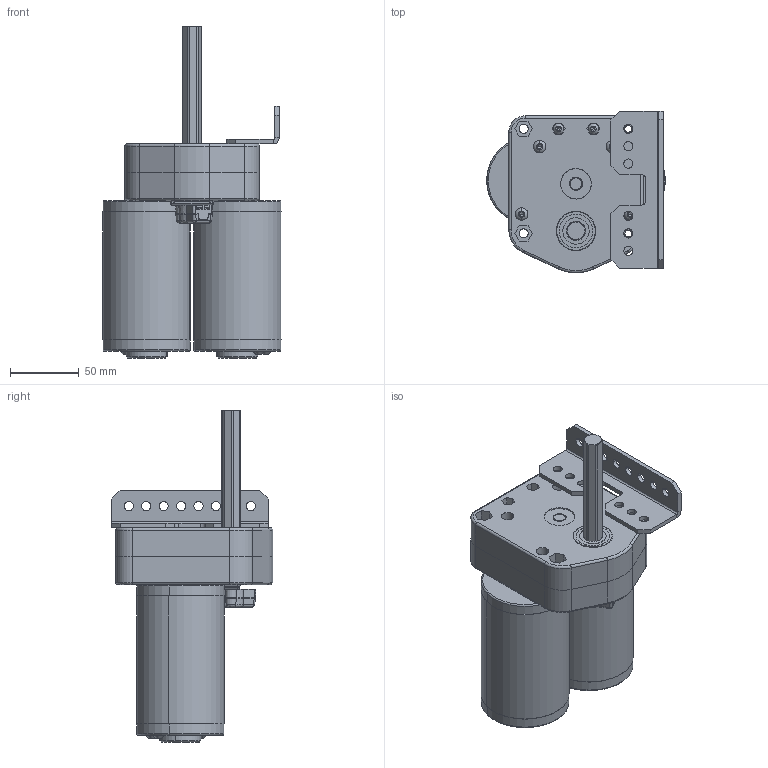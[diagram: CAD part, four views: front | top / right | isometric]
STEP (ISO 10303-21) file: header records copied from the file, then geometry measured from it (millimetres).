
FILE_DESCRIPTION (( 'STEP AP214' ), '1' );
FILE_NAME ('217-2454 20180122.STEP', '2018-01-22T18:44:42', ( '' ), ( '' ), 'SwSTEP 2.0', 'SolidWorks 2017', '' );
FILE_SCHEMA (( 'AUTOMOTIVE_DESIGN' ));
Length unit declared in the file: millimetre
Products named in the file (25): SRX Mag Encoder Magnet; 217-2733-001 Rev2; 217-2428-024 Rev2; 217-2454-004 Rev3; SBS1_SBS1032-0500ZC; 217-2614-001_12t; 832-1250; NUT-832-NYLOCK; 217-2617-004 Rev1_97431A340; 217-2614-002_98430A132; 217-2699-001_14t; NNYXXXX-ZZ_NNY2520-ZC; 217-2703-001_24t; 217-4006-001 Rev6; 217-2000; 217-2731-001 Rev2; 217-3416-001 Rev1_13t Steel Pinion; 217-2454-001 Rev1; 217-2707-001_40t; SRX Mag Encoder; 217-2454 20180122; 217-2454-002 Rev1; 217-2761-001 rev1; 217-2454-003 Rev2; 217-2708-001_40t
Assembly tree (36 placements, depth 2):
  217-2454 20180122
    217-2614-001_12t  x2
    217-2454-001 Rev1
    217-2454-004 Rev3
    217-2617-004 Rev1_97431A340
    217-2454-002 Rev1
    217-2454-003 Rev2
    217-2731-001 Rev2
    217-2707-001_40t
    217-2699-001_14t
    217-2708-001_40t
    217-4006-001 Rev6
    217-2733-001 Rev2  x2
    217-2703-001_24t
    832-1250  x2
    NUT-832-NYLOCK  x2
    NNYXXXX-ZZ_NNY2520-ZC  x2
    217-2000  x2
    SBS1_SBS1032-0500ZC  x4
    217-2614-002_98430A132  x4
    217-2761-001 rev1
    217-3416-001 Rev1_13t Steel Pinion
    SRX Mag Encoder
    SRX Mag Encoder Magnet
    217-2428-024 Rev2
Bounding box: 129.77 x 117.48 x 241.64 mm (x, y, z)
Volume: 949317.4 mm3; surface area: 230088.3 mm2
Topology: 35 solids, 47 shells, 2232 faces, 5923 edges, 3837 vertices
Faces by surface type: cylinder 937, plane 804, bspline 189, cone 150, torus 140, sphere 12
Entity records: 101726 total; most frequent: CARTESIAN_POINT 57354, ORIENTED_EDGE 9028, DIRECTION 8928, EDGE_CURVE 4598, AXIS2_PLACEMENT_3D 3328, VERTEX_POINT 3011, LINE 2272, VECTOR 2272
